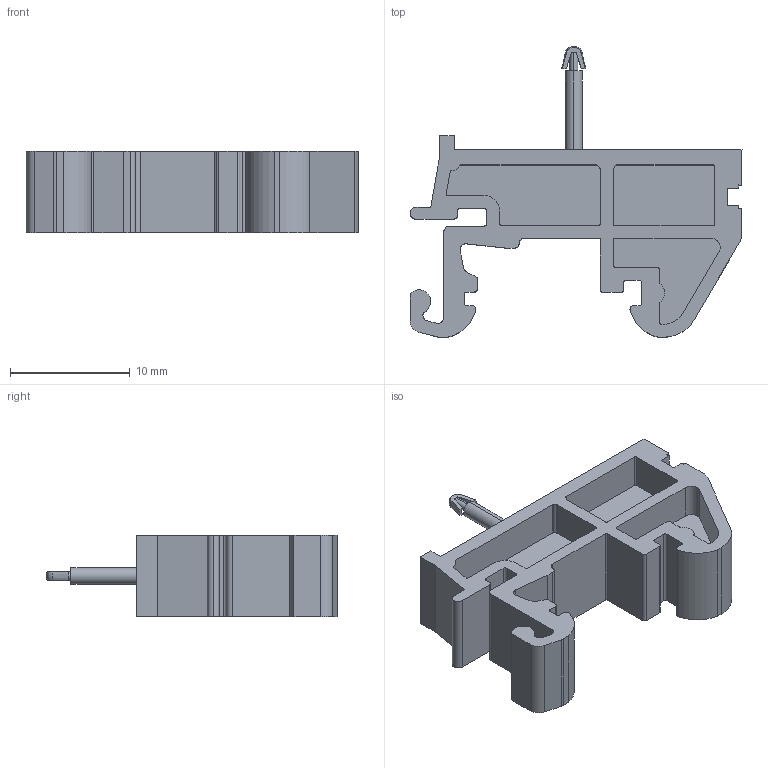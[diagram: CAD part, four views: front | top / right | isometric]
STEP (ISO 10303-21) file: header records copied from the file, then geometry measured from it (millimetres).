
FILE_DESCRIPTION (( 'STEP AP203' ), '1' );
FILE_NAME ('DISTANS SERISI -3,81 MM KB RAY DISTANS-60.420.STEP', '2018-11-06T14:18:52', ( 'user' ), ( '' ), 'SwSTEP 2.0', 'SolidWorks 2016', '' );
FILE_SCHEMA (( 'CONFIG_CONTROL_DESIGN' ));
Length unit declared in the file: millimetre
Products named in the file (1): DISTANS SERISI -3,81 MM KB RAY DISTANS-60.420
Bounding box: 27.72 x 24.27 x 6.8 mm (x, y, z)
Volume: 1131.4 mm3; surface area: 1967.7 mm2
Topology: 1 solids, 1 shells, 190 faces, 536 edges, 356 vertices
Faces by surface type: cylinder 93, plane 91, cone 4, torus 2
Entity records: 6335 total; most frequent: CARTESIAN_POINT 1183, DIRECTION 1092, ORIENTED_EDGE 1072, EDGE_CURVE 536, AXIS2_PLACEMENT_3D 389, VERTEX_POINT 356, VECTOR 314, LINE 314
